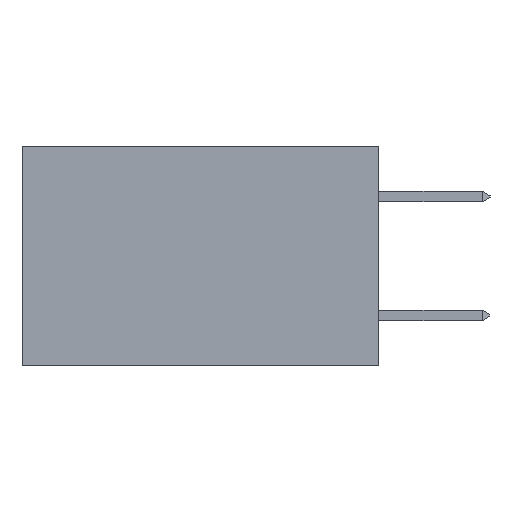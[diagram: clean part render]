
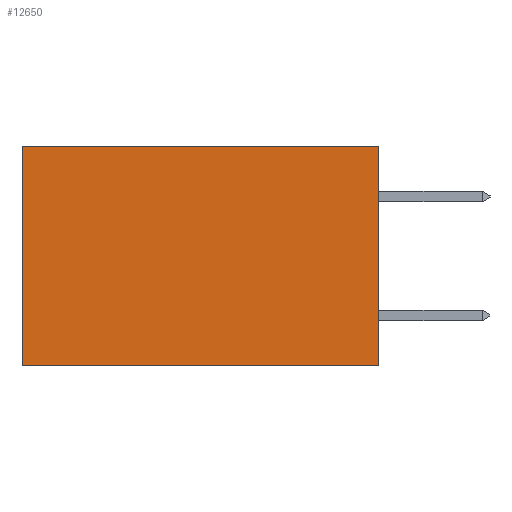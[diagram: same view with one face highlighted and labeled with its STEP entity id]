
A CAD part, left-side view. The second image highlights one B-rep face of the part: STEP entity #12650.
In plain terms, the highlighted planar face has unit normal (-1, 0, 0).
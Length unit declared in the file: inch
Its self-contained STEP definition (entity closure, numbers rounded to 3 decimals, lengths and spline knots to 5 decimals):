
#93 = CARTESIAN_POINT ( 'NONE',  ( 0.2615, 0., -0.37 ) ) ;
#3386 = VECTOR ( 'NONE', #21675, 39.37008 ) ;
#3412 = EDGE_CURVE ( 'NONE', #3761, #23820, #17290, .T. ) ;
#3491 = VECTOR ( 'NONE', #6610, 39.37008 ) ;
#3761 = VERTEX_POINT ( 'NONE', #93 ) ;
#4629 = LINE ( 'NONE', #15665, #3386 ) ;
#5247 = EDGE_CURVE ( 'NONE', #5387, #3761, #21723, .T. ) ;
#5387 = VERTEX_POINT ( 'NONE', #18850 ) ;
#5574 = VECTOR ( 'NONE', #5587, 39.37008 ) ;
#5587 = DIRECTION ( 'NONE',  ( 0., 0., -1. ) ) ;
#5622 = CARTESIAN_POINT ( 'NONE',  ( 0.2615, 0., -0.37 ) ) ;
#5788 = EDGE_LOOP ( 'NONE', ( #15606, #25918, #15681, #20770 ) ) ;
#6610 = DIRECTION ( 'NONE',  ( 0., 1., 0. ) ) ;
#8687 = CARTESIAN_POINT ( 'NONE',  ( 0.2615, 0., 0. ) ) ;
#8704 = EDGE_CURVE ( 'NONE', #5387, #15099, #9567, .T. ) ;
#9176 = PLANE ( 'NONE',  #24014 ) ;
#9567 = LINE ( 'NONE', #8687, #3491 ) ;
#11202 = DIRECTION ( 'NONE',  ( 1., 0., 0. ) ) ;
#12650 = ADVANCED_FACE ( 'NONE', ( #26017 ), #9176, .F. ) ;
#13959 = EDGE_CURVE ( 'NONE', #15099, #23820, #4629, .T. ) ;
#15099 = VERTEX_POINT ( 'NONE', #20917 ) ;
#15147 = CARTESIAN_POINT ( 'NONE',  ( 0.2615, 0., -0.37 ) ) ;
#15606 = ORIENTED_EDGE ( 'NONE', *, *, #13959, .T. ) ;
#15665 = CARTESIAN_POINT ( 'NONE',  ( 0.2615, 0.6, -0.37 ) ) ;
#15681 = ORIENTED_EDGE ( 'NONE', *, *, #5247, .F. ) ;
#17290 = LINE ( 'NONE', #20058, #22030 ) ;
#18850 = CARTESIAN_POINT ( 'NONE',  ( 0.2615, 0., 0. ) ) ;
#20058 = CARTESIAN_POINT ( 'NONE',  ( 0.2615, 0., -0.37 ) ) ;
#20704 = CARTESIAN_POINT ( 'NONE',  ( 0.2615, 0.6, -0.37 ) ) ;
#20770 = ORIENTED_EDGE ( 'NONE', *, *, #8704, .T. ) ;
#20917 = CARTESIAN_POINT ( 'NONE',  ( 0.2615, 0.6, 0. ) ) ;
#21675 = DIRECTION ( 'NONE',  ( 0., 0., -1. ) ) ;
#21723 = LINE ( 'NONE', #5622, #5574 ) ;
#21984 = DIRECTION ( 'NONE',  ( 0., 1., 0. ) ) ;
#22030 = VECTOR ( 'NONE', #21984, 39.37008 ) ;
#23820 = VERTEX_POINT ( 'NONE', #20704 ) ;
#24014 = AXIS2_PLACEMENT_3D ( 'NONE', #15147, #11202, #25367 ) ;
#25367 = DIRECTION ( 'NONE',  ( 0., 0., -1. ) ) ;
#25918 = ORIENTED_EDGE ( 'NONE', *, *, #3412, .F. ) ;
#26017 = FACE_OUTER_BOUND ( 'NONE', #5788, .T. ) ;
